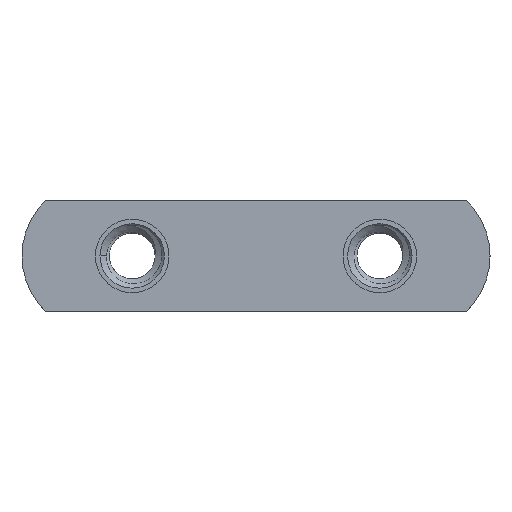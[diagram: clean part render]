
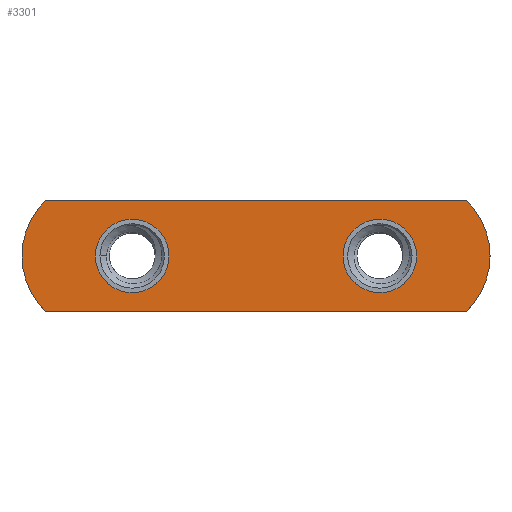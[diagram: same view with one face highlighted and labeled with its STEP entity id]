
A CAD part, top view. The second image highlights one B-rep face of the part: STEP entity #3301.
In plain terms, the highlighted planar face has unit normal (0, 0, 1).
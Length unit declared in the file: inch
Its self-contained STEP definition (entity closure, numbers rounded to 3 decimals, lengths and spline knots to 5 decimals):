
#31 = CARTESIAN_POINT ( 'NONE',  ( -0.85172, -0.2225, 0.0225 ) ) ;
#134 = DIRECTION ( 'NONE',  ( 0., 0., 1. ) ) ;
#284 = AXIS2_PLACEMENT_3D ( 'NONE', #3652, #2313, #3609 ) ;
#313 = LINE ( 'NONE', #685, #2709 ) ;
#430 = VERTEX_POINT ( 'NONE', #2828 ) ;
#645 = AXIS2_PLACEMENT_3D ( 'NONE', #3966, #687, #1617 ) ;
#671 = VERTEX_POINT ( 'NONE', #3639 ) ;
#685 = CARTESIAN_POINT ( 'NONE',  ( 0.85172, -0.2225, 0.0225 ) ) ;
#687 = DIRECTION ( 'NONE',  ( 0., 0., 1. ) ) ;
#795 = DIRECTION ( 'NONE',  ( 0., 0., 1. ) ) ;
#861 = CIRCLE ( 'NONE', #2131, 0.312 ) ;
#864 = EDGE_CURVE ( 'NONE', #2542, #3591, #976, .T. ) ;
#877 = ORIENTED_EDGE ( 'NONE', *, *, #2282, .T. ) ;
#920 = VERTEX_POINT ( 'NONE', #3212 ) ;
#946 = CARTESIAN_POINT ( 'NONE',  ( 0.633, 0., 0.0225 ) ) ;
#976 = CIRCLE ( 'NONE', #2694, 0.1485 ) ;
#1124 = ORIENTED_EDGE ( 'NONE', *, *, #4204, .T. ) ;
#1158 = CARTESIAN_POINT ( 'NONE',  ( 0.5, 0., 0.0225 ) ) ;
#1170 = LINE ( 'NONE', #1939, #3384 ) ;
#1172 = VERTEX_POINT ( 'NONE', #31 ) ;
#1178 = CARTESIAN_POINT ( 'NONE',  ( -0.5, 0., 0.0225 ) ) ;
#1201 = DIRECTION ( 'NONE',  ( 0., 0., 1. ) ) ;
#1218 = CIRCLE ( 'NONE', #4190, 0.312 ) ;
#1229 = ORIENTED_EDGE ( 'NONE', *, *, #2015, .T. ) ;
#1330 = CIRCLE ( 'NONE', #284, 0.312 ) ;
#1456 = CARTESIAN_POINT ( 'NONE',  ( -0.633, 0., 0.0225 ) ) ;
#1468 = DIRECTION ( 'NONE',  ( -1., 0., 0. ) ) ;
#1541 = DIRECTION ( 'NONE',  ( 1., 0., 0. ) ) ;
#1547 = EDGE_CURVE ( 'NONE', #430, #3840, #2062, .T. ) ;
#1560 = DIRECTION ( 'NONE',  ( -1., 0., 0. ) ) ;
#1590 = FACE_BOUND ( 'NONE', #2712, .T. ) ;
#1604 = ORIENTED_EDGE ( 'NONE', *, *, #1547, .F. ) ;
#1617 = DIRECTION ( 'NONE',  ( 1., 0., 0. ) ) ;
#1619 = CARTESIAN_POINT ( 'NONE',  ( 0.85172, -0.2225, 0.0225 ) ) ;
#1641 = DIRECTION ( 'NONE',  ( 1., 0., 0. ) ) ;
#1809 = EDGE_CURVE ( 'NONE', #3591, #2542, #1955, .T. ) ;
#1850 = ORIENTED_EDGE ( 'NONE', *, *, #2791, .T. ) ;
#1907 = CARTESIAN_POINT ( 'NONE',  ( -0.945, 0., 0.0225 ) ) ;
#1939 = CARTESIAN_POINT ( 'NONE',  ( 0.85172, 0.2225, 0.0225 ) ) ;
#1955 = CIRCLE ( 'NONE', #4097, 0.1485 ) ;
#1962 = ORIENTED_EDGE ( 'NONE', *, *, #2328, .T. ) ;
#2015 = EDGE_CURVE ( 'NONE', #920, #3128, #1330, .T. ) ;
#2058 = CARTESIAN_POINT ( 'NONE',  ( 0.6485, 0., 0.0225 ) ) ;
#2062 = CIRCLE ( 'NONE', #645, 0.1485 ) ;
#2074 = EDGE_CURVE ( 'NONE', #3840, #430, #2925, .T. ) ;
#2123 = DIRECTION ( 'NONE',  ( 0., 0., 1. ) ) ;
#2131 = AXIS2_PLACEMENT_3D ( 'NONE', #1456, #2123, #4044 ) ;
#2216 = DIRECTION ( 'NONE',  ( 0., 0., 1. ) ) ;
#2282 = EDGE_CURVE ( 'NONE', #3484, #671, #1218, .T. ) ;
#2313 = DIRECTION ( 'NONE',  ( 0., 0., 1. ) ) ;
#2328 = EDGE_CURVE ( 'NONE', #1172, #3484, #313, .T. ) ;
#2403 = DIRECTION ( 'NONE',  ( -1., 0., 0. ) ) ;
#2501 = ORIENTED_EDGE ( 'NONE', *, *, #864, .F. ) ;
#2542 = VERTEX_POINT ( 'NONE', #2730 ) ;
#2669 = EDGE_LOOP ( 'NONE', ( #2974, #2501 ) ) ;
#2694 = AXIS2_PLACEMENT_3D ( 'NONE', #1178, #2216, #1560 ) ;
#2709 = VECTOR ( 'NONE', #1641, 39.37008 ) ;
#2712 = EDGE_LOOP ( 'NONE', ( #1604, #3537 ) ) ;
#2730 = CARTESIAN_POINT ( 'NONE',  ( -0.3515, 0., 0.0225 ) ) ;
#2791 = EDGE_CURVE ( 'NONE', #671, #920, #1170, .T. ) ;
#2793 = CARTESIAN_POINT ( 'NONE',  ( -0.6485, 0., 0.0225 ) ) ;
#2828 = CARTESIAN_POINT ( 'NONE',  ( 0.3515, 0., 0.0225 ) ) ;
#2925 = CIRCLE ( 'NONE', #2982, 0.1485 ) ;
#2974 = ORIENTED_EDGE ( 'NONE', *, *, #1809, .F. ) ;
#2982 = AXIS2_PLACEMENT_3D ( 'NONE', #1158, #795, #3456 ) ;
#3128 = VERTEX_POINT ( 'NONE', #1907 ) ;
#3179 = CARTESIAN_POINT ( 'NONE',  ( -0.633, 0., 0.0225 ) ) ;
#3212 = CARTESIAN_POINT ( 'NONE',  ( -0.85172, 0.2225, 0.0225 ) ) ;
#3273 = DIRECTION ( 'NONE',  ( -1., 0., 0. ) ) ;
#3301 = ADVANCED_FACE ( 'NONE', ( #1590, #3588, #3993 ), #4175, .T. ) ;
#3384 = VECTOR ( 'NONE', #3273, 39.37008 ) ;
#3440 = DIRECTION ( 'NONE',  ( 0., 0., 1. ) ) ;
#3456 = DIRECTION ( 'NONE',  ( 1., 0., 0. ) ) ;
#3484 = VERTEX_POINT ( 'NONE', #1619 ) ;
#3537 = ORIENTED_EDGE ( 'NONE', *, *, #2074, .F. ) ;
#3588 = FACE_OUTER_BOUND ( 'NONE', #3642, .T. ) ;
#3591 = VERTEX_POINT ( 'NONE', #2793 ) ;
#3609 = DIRECTION ( 'NONE',  ( 1., 0., 0. ) ) ;
#3639 = CARTESIAN_POINT ( 'NONE',  ( 0.85172, 0.2225, 0.0225 ) ) ;
#3642 = EDGE_LOOP ( 'NONE', ( #1229, #1124, #1962, #877, #1850 ) ) ;
#3652 = CARTESIAN_POINT ( 'NONE',  ( -0.633, 0., 0.0225 ) ) ;
#3713 = AXIS2_PLACEMENT_3D ( 'NONE', #3179, #1201, #1541 ) ;
#3840 = VERTEX_POINT ( 'NONE', #2058 ) ;
#3966 = CARTESIAN_POINT ( 'NONE',  ( 0.5, 0., 0.0225 ) ) ;
#3993 = FACE_BOUND ( 'NONE', #2669, .T. ) ;
#4015 = CARTESIAN_POINT ( 'NONE',  ( -0.5, 0., 0.0225 ) ) ;
#4044 = DIRECTION ( 'NONE',  ( 1., 0., 0. ) ) ;
#4097 = AXIS2_PLACEMENT_3D ( 'NONE', #4015, #134, #2403 ) ;
#4175 = PLANE ( 'NONE',  #3713 ) ;
#4190 = AXIS2_PLACEMENT_3D ( 'NONE', #946, #3440, #1468 ) ;
#4204 = EDGE_CURVE ( 'NONE', #3128, #1172, #861, .T. ) ;
